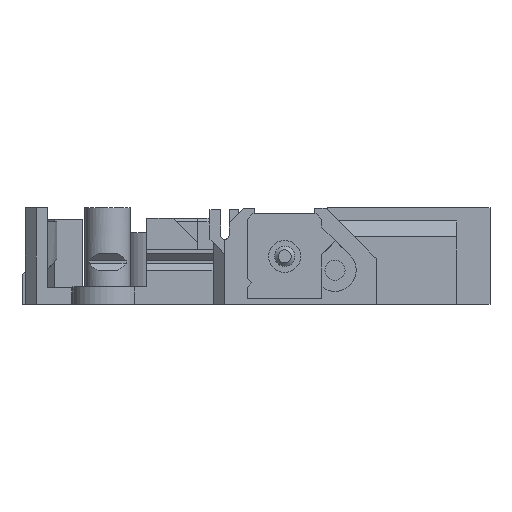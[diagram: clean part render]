
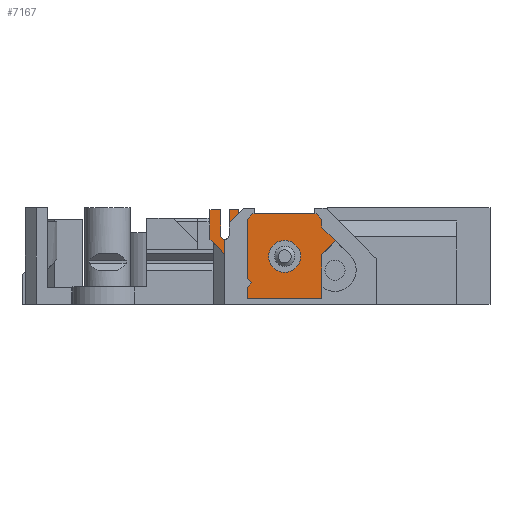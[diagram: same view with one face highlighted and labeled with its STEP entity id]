
A CAD part, left-side view. The second image highlights one B-rep face of the part: STEP entity #7167.
In plain terms, the highlighted planar face has unit normal (-1, 0, 0).
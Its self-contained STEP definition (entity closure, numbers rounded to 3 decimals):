
#81=FACE_BOUND('',#981,.T.);
#215=CIRCLE('',#7653,2.75);
#216=CIRCLE('',#7654,0.6);
#217=CIRCLE('',#7655,2.25);
#578=FACE_OUTER_BOUND('',#980,.T.);
#980=EDGE_LOOP('',(#6070,#6071,#6072,#6073,#6074,#6075,#6076,#6077,#6078,
#6079,#6080,#6081,#6082,#6083,#6084,#6085,#6086,#6087,#6088,#6089,#6090,
#6091,#6092,#6093,#6094));
#981=EDGE_LOOP('',(#6095));
#1260=LINE('',#10114,#2125);
#1264=LINE('',#10122,#2129);
#1267=LINE('',#10128,#2132);
#1274=LINE('',#10141,#2139);
#1764=LINE('',#11860,#2629);
#1768=LINE('',#11872,#2633);
#1769=LINE('',#11874,#2634);
#1770=LINE('',#11876,#2635);
#1771=LINE('',#11880,#2636);
#1772=LINE('',#11882,#2637);
#1773=LINE('',#11884,#2638);
#1774=LINE('',#11886,#2639);
#1775=LINE('',#11888,#2640);
#1776=LINE('',#11890,#2641);
#1777=LINE('',#11892,#2642);
#1778=LINE('',#11894,#2643);
#1779=LINE('',#11896,#2644);
#1780=LINE('',#11900,#2645);
#1781=LINE('',#11902,#2646);
#1782=LINE('',#11904,#2647);
#1783=LINE('',#11906,#2648);
#1784=LINE('',#11907,#2649);
#1785=LINE('',#11908,#2650);
#2125=VECTOR('',#8060,10.);
#2129=VECTOR('',#8066,10.);
#2132=VECTOR('',#8071,10.);
#2139=VECTOR('',#8080,10.);
#2629=VECTOR('',#9220,10.);
#2633=VECTOR('',#9232,10.);
#2634=VECTOR('',#9233,10.);
#2635=VECTOR('',#9234,10.);
#2636=VECTOR('',#9237,10.);
#2637=VECTOR('',#9238,10.);
#2638=VECTOR('',#9239,10.);
#2639=VECTOR('',#9240,10.);
#2640=VECTOR('',#9241,10.);
#2641=VECTOR('',#9242,10.);
#2642=VECTOR('',#9243,10.);
#2643=VECTOR('',#9244,10.);
#2644=VECTOR('',#9245,10.);
#2645=VECTOR('',#9248,10.);
#2646=VECTOR('',#9249,10.);
#2647=VECTOR('',#9250,10.);
#2648=VECTOR('',#9251,10.);
#2649=VECTOR('',#9252,10.);
#2650=VECTOR('',#9253,10.);
#2960=VERTEX_POINT('',#10112);
#2961=VERTEX_POINT('',#10113);
#2964=VERTEX_POINT('',#10121);
#2966=VERTEX_POINT('',#10127);
#2971=VERTEX_POINT('',#10139);
#3371=VERTEX_POINT('',#11851);
#3374=VERTEX_POINT('',#11858);
#3378=VERTEX_POINT('',#11871);
#3379=VERTEX_POINT('',#11873);
#3380=VERTEX_POINT('',#11875);
#3381=VERTEX_POINT('',#11877);
#3382=VERTEX_POINT('',#11879);
#3383=VERTEX_POINT('',#11881);
#3384=VERTEX_POINT('',#11883);
#3385=VERTEX_POINT('',#11885);
#3386=VERTEX_POINT('',#11887);
#3387=VERTEX_POINT('',#11889);
#3388=VERTEX_POINT('',#11891);
#3389=VERTEX_POINT('',#11893);
#3390=VERTEX_POINT('',#11895);
#3391=VERTEX_POINT('',#11897);
#3392=VERTEX_POINT('',#11899);
#3393=VERTEX_POINT('',#11901);
#3394=VERTEX_POINT('',#11903);
#3395=VERTEX_POINT('',#11905);
#3396=VERTEX_POINT('',#11909);
#3684=EDGE_CURVE('',#2960,#2961,#1260,.T.);
#3688=EDGE_CURVE('',#2964,#2960,#1264,.T.);
#3691=EDGE_CURVE('',#2964,#2966,#1267,.T.);
#3698=EDGE_CURVE('',#2971,#2961,#1274,.T.);
#4315=EDGE_CURVE('',#3374,#3371,#1764,.T.);
#4321=EDGE_CURVE('',#3378,#2971,#1768,.T.);
#4322=EDGE_CURVE('',#3378,#3379,#1769,.T.);
#4323=EDGE_CURVE('',#3379,#3380,#1770,.T.);
#4324=EDGE_CURVE('',#3380,#3381,#215,.T.);
#4325=EDGE_CURVE('',#3382,#3381,#1771,.T.);
#4326=EDGE_CURVE('',#3383,#3382,#1772,.F.);
#4327=EDGE_CURVE('',#3384,#3383,#1773,.T.);
#4328=EDGE_CURVE('',#3385,#3384,#1774,.T.);
#4329=EDGE_CURVE('',#3386,#3385,#1775,.T.);
#4330=EDGE_CURVE('',#3386,#3387,#1776,.T.);
#4331=EDGE_CURVE('',#3388,#3387,#1777,.T.);
#4332=EDGE_CURVE('',#3389,#3388,#1778,.T.);
#4333=EDGE_CURVE('',#3390,#3389,#1779,.T.);
#4334=EDGE_CURVE('',#3391,#3390,#216,.T.);
#4335=EDGE_CURVE('',#3391,#3392,#1780,.T.);
#4336=EDGE_CURVE('',#3392,#3393,#1781,.T.);
#4337=EDGE_CURVE('',#3394,#3393,#1782,.T.);
#4338=EDGE_CURVE('',#3395,#3394,#1783,.T.);
#4339=EDGE_CURVE('',#3371,#3395,#1784,.T.);
#4340=EDGE_CURVE('',#3374,#2966,#1785,.T.);
#4341=EDGE_CURVE('',#3396,#3396,#217,.T.);
#6070=ORIENTED_EDGE('',*,*,#3684,.T.);
#6071=ORIENTED_EDGE('',*,*,#3698,.F.);
#6072=ORIENTED_EDGE('',*,*,#4321,.F.);
#6073=ORIENTED_EDGE('',*,*,#4322,.T.);
#6074=ORIENTED_EDGE('',*,*,#4323,.T.);
#6075=ORIENTED_EDGE('',*,*,#4324,.T.);
#6076=ORIENTED_EDGE('',*,*,#4325,.F.);
#6077=ORIENTED_EDGE('',*,*,#4326,.F.);
#6078=ORIENTED_EDGE('',*,*,#4327,.F.);
#6079=ORIENTED_EDGE('',*,*,#4328,.F.);
#6080=ORIENTED_EDGE('',*,*,#4329,.F.);
#6081=ORIENTED_EDGE('',*,*,#4330,.T.);
#6082=ORIENTED_EDGE('',*,*,#4331,.F.);
#6083=ORIENTED_EDGE('',*,*,#4332,.F.);
#6084=ORIENTED_EDGE('',*,*,#4333,.F.);
#6085=ORIENTED_EDGE('',*,*,#4334,.F.);
#6086=ORIENTED_EDGE('',*,*,#4335,.T.);
#6087=ORIENTED_EDGE('',*,*,#4336,.T.);
#6088=ORIENTED_EDGE('',*,*,#4337,.F.);
#6089=ORIENTED_EDGE('',*,*,#4338,.F.);
#6090=ORIENTED_EDGE('',*,*,#4339,.F.);
#6091=ORIENTED_EDGE('',*,*,#4315,.F.);
#6092=ORIENTED_EDGE('',*,*,#4340,.T.);
#6093=ORIENTED_EDGE('',*,*,#3691,.F.);
#6094=ORIENTED_EDGE('',*,*,#3688,.T.);
#6095=ORIENTED_EDGE('',*,*,#4341,.T.);
#6820=PLANE('',#7652);
#7167=ADVANCED_FACE('',(#578,#81),#6820,.F.);
#7652=AXIS2_PLACEMENT_3D('',#11870,#9230,#9231);
#7653=AXIS2_PLACEMENT_3D('',#11878,#9235,#9236);
#7654=AXIS2_PLACEMENT_3D('',#11898,#9246,#9247);
#7655=AXIS2_PLACEMENT_3D('',#11910,#9254,#9255);
#8060=DIRECTION('',(0.,0.707,-0.707));
#8066=DIRECTION('',(0.,-0.707,-0.707));
#8071=DIRECTION('',(0.,0.,1.));
#8080=DIRECTION('',(0.,0.,1.));
#9220=DIRECTION('',(0.,0.,-1.));
#9230=DIRECTION('center_axis',(1.,0.,0.));
#9231=DIRECTION('ref_axis',(0.,0.,-1.));
#9232=DIRECTION('',(0.,1.,0.));
#9233=DIRECTION('',(0.,0.,1.));
#9234=DIRECTION('',(0.,-1.,0.));
#9235=DIRECTION('center_axis',(1.,0.,0.));
#9236=DIRECTION('ref_axis',(0.,0.,1.));
#9237=DIRECTION('',(0.,0.,-1.));
#9238=DIRECTION('',(0.,-0.707,0.707));
#9239=DIRECTION('',(0.,1.,0.));
#9240=DIRECTION('',(0.,-0.707,-0.707));
#9241=DIRECTION('',(0.,-1.,0.));
#9242=DIRECTION('',(0.,0.,1.));
#9243=DIRECTION('',(0.,-1.,0.));
#9244=DIRECTION('',(0.,0.,1.));
#9245=DIRECTION('',(0.,0.,1.));
#9246=DIRECTION('center_axis',(-1.,0.,0.));
#9247=DIRECTION('ref_axis',(0.,0.,1.));
#9248=DIRECTION('',(0.,0.,1.));
#9249=DIRECTION('',(0.,0.,1.));
#9250=DIRECTION('',(0.,-1.,0.));
#9251=DIRECTION('',(0.,0.,1.));
#9252=DIRECTION('',(0.,0.707,0.707));
#9253=DIRECTION('',(0.,-1.,0.));
#9254=DIRECTION('center_axis',(1.,0.,0.));
#9255=DIRECTION('ref_axis',(0.,0.,1.));
#10112=CARTESIAN_POINT('',(-109.9,-5.85,2.75));
#10113=CARTESIAN_POINT('',(-109.9,-5.25,2.15));
#10114=CARTESIAN_POINT('',(-109.9,-8.013,4.913));
#10121=CARTESIAN_POINT('',(-109.9,-5.25,3.35));
#10122=CARTESIAN_POINT('',(-109.9,-5.838,2.762));
#10127=CARTESIAN_POINT('',(-109.9,-5.25,8.75));
#10128=CARTESIAN_POINT('',(-109.9,-5.25,3.5));
#10139=CARTESIAN_POINT('',(-109.9,-5.25,0.5));
#10141=CARTESIAN_POINT('',(-109.9,-5.25,3.5));
#11851=CARTESIAN_POINT('',(-109.9,-2.05,6.8));
#11858=CARTESIAN_POINT('',(-109.9,-2.05,8.75));
#11860=CARTESIAN_POINT('',(-109.9,-2.05,6.706));
#11870=CARTESIAN_POINT('Origin',(-109.9,-10.75,6.5));
#11871=CARTESIAN_POINT('',(-109.9,-15.75,0.5));
#11872=CARTESIAN_POINT('',(-109.9,-13.125,0.5));
#11873=CARTESIAN_POINT('',(-109.9,-15.75,2.5));
#11874=CARTESIAN_POINT('',(-109.9,-15.75,2.992));
#11875=CARTESIAN_POINT('',(-109.9,-15.767,2.5));
#11876=CARTESIAN_POINT('',(-109.9,-17.15,2.5));
#11877=CARTESIAN_POINT('',(-109.9,-15.75,2.515));
#11878=CARTESIAN_POINT('Origin',(-109.9,-17.6,4.55));
#11879=CARTESIAN_POINT('',(-109.9,-15.75,6.75));
#11880=CARTESIAN_POINT('',(-109.9,-15.75,9.5));
#11881=CARTESIAN_POINT('',(-109.9,-17.75,8.75));
#11882=CARTESIAN_POINT('',(-109.9,-14.938,5.938));
#11883=CARTESIAN_POINT('',(-109.9,-20.9,8.75));
#11884=CARTESIAN_POINT('',(-109.9,-15.743,8.75));
#11885=CARTESIAN_POINT('',(-109.9,-17.15,12.5));
#11886=CARTESIAN_POINT('',(-109.9,-19.81,9.84));
#11887=CARTESIAN_POINT('',(-109.9,-4.,12.5));
#11888=CARTESIAN_POINT('',(-109.9,-17.588,12.5));
#11889=CARTESIAN_POINT('',(-109.9,-4.,13.1));
#11890=CARTESIAN_POINT('',(-109.9,-4.,12.5));
#11891=CARTESIAN_POINT('',(-109.9,-2.65,13.1));
#11892=CARTESIAN_POINT('',(-109.9,-4.,13.1));
#11893=CARTESIAN_POINT('',(-109.9,-2.65,12.5));
#11894=CARTESIAN_POINT('',(-109.9,-2.65,12.5));
#11895=CARTESIAN_POINT('',(-109.9,-2.65,9.5));
#11896=CARTESIAN_POINT('',(-109.9,-2.65,12.));
#11897=CARTESIAN_POINT('',(-109.9,-1.45,9.5));
#11898=CARTESIAN_POINT('Origin',(-109.9,-2.05,9.5));
#11899=CARTESIAN_POINT('',(-109.9,-1.45,12.5));
#11900=CARTESIAN_POINT('',(-109.9,-1.45,8.));
#11901=CARTESIAN_POINT('',(-109.9,-1.45,13.1));
#11902=CARTESIAN_POINT('',(-109.9,-1.45,12.5));
#11903=CARTESIAN_POINT('',(-109.9,0.05,13.1));
#11904=CARTESIAN_POINT('',(-109.9,0.05,13.1));
#11905=CARTESIAN_POINT('',(-109.9,0.05,8.9));
#11906=CARTESIAN_POINT('',(-109.9,0.05,7.006));
#11907=CARTESIAN_POINT('',(-109.9,-0.5,8.35));
#11908=CARTESIAN_POINT('',(-109.9,-5.25,8.75));
#11909=CARTESIAN_POINT('',(-109.9,-10.5,4.25));
#11910=CARTESIAN_POINT('Origin',(-109.9,-10.5,6.5));
